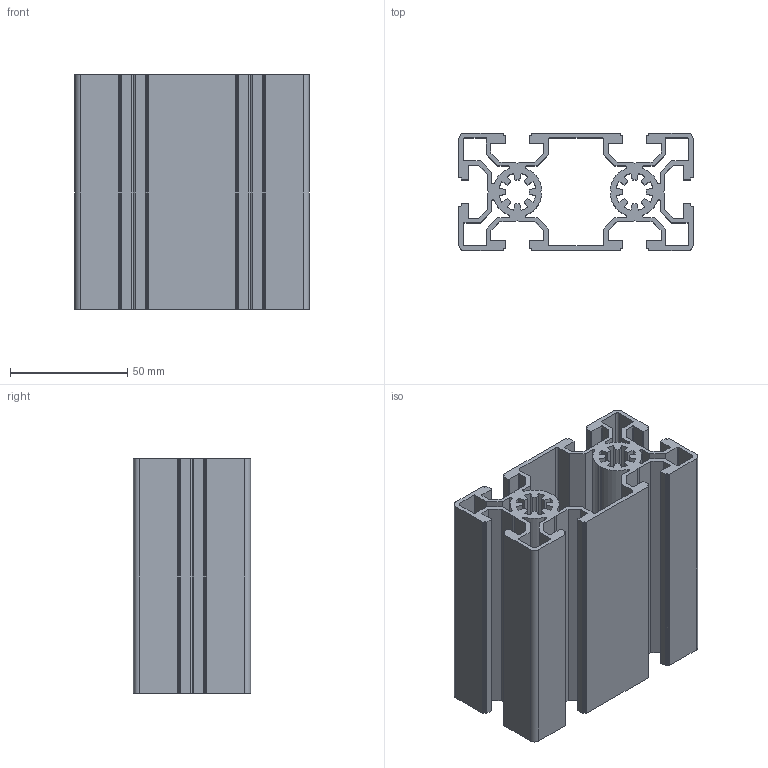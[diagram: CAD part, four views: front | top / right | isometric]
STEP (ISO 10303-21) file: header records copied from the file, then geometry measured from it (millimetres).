
FILE_DESCRIPTION (( 'STEP AP203' ), '1' );
FILE_NAME ('JL-10-50100EA.STEP', '2019-07-24T05:54:15', ( 'User' ), ( 'China' ), 'SwSTEP 2.0', 'SolidWorks 2015', '' );
FILE_SCHEMA (( 'CONFIG_CONTROL_DESIGN' ));
Length unit declared in the file: millimetre
Products named in the file (1): JL-10-50100EA
Bounding box: 100 x 50 x 100 mm (x, y, z)
Volume: 147774.1 mm3; surface area: 121348 mm2
Topology: 1 solids, 1 shells, 481 faces, 1410 edges, 940 vertices
Faces by surface type: plane 316, cylinder 137, bspline 28
Entity records: 16915 total; most frequent: CARTESIAN_POINT 3940, ORIENTED_EDGE 2820, DIRECTION 2536, EDGE_CURVE 1410, VECTOR 1080, LINE 1080, VERTEX_POINT 940, AXIS2_PLACEMENT_3D 728
